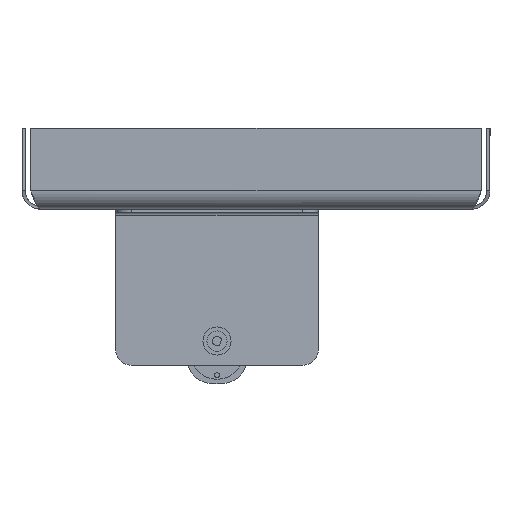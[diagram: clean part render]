
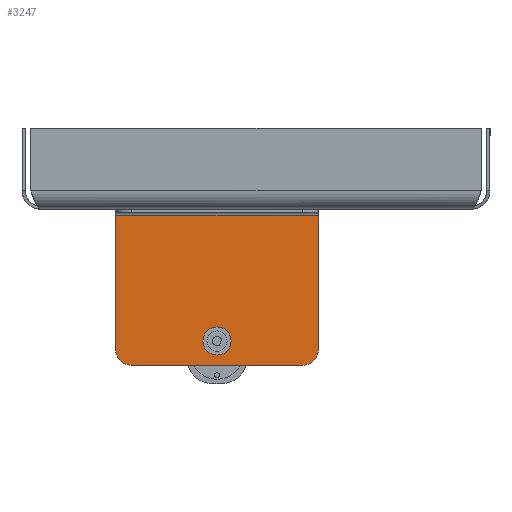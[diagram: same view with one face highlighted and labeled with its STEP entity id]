
A CAD part, left-side view. The second image highlights one B-rep face of the part: STEP entity #3247.
In plain terms, the highlighted planar face has unit normal (-1, 0, 0).
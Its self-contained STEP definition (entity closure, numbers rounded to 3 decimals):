
#47 = CARTESIAN_POINT ( 'NONE',  ( -2., 93.5, 65. ) ) ;
#60 = CARTESIAN_POINT ( 'NONE',  ( -2., 100., 130. ) ) ;
#187 = AXIS2_PLACEMENT_3D ( 'NONE', #1632, #5096, #225 ) ;
#225 = DIRECTION ( 'NONE',  ( 0., 1., 0. ) ) ;
#316 = EDGE_CURVE ( 'NONE', #4536, #3125, #2126, .T. ) ;
#361 = CARTESIAN_POINT ( 'NONE',  ( -2., 90., 0. ) ) ;
#427 = VERTEX_POINT ( 'NONE', #670 ) ;
#529 = CARTESIAN_POINT ( 'NONE',  ( -2., 100., 130. ) ) ;
#532 = ORIENTED_EDGE ( 'NONE', *, *, #316, .T. ) ;
#546 = FACE_BOUND ( 'NONE', #619, .T. ) ;
#561 = EDGE_CURVE ( 'NONE', #427, #1662, #1479, .T. ) ;
#619 = EDGE_LOOP ( 'NONE', ( #902, #3518 ) ) ;
#627 = VECTOR ( 'NONE', #1732, 1000. ) ;
#648 = DIRECTION ( 'NONE',  ( 0., 0., -1. ) ) ;
#670 = CARTESIAN_POINT ( 'NONE',  ( -2., 75.5, 65. ) ) ;
#847 = DIRECTION ( 'NONE',  ( -1., 0., 0. ) ) ;
#902 = ORIENTED_EDGE ( 'NONE', *, *, #981, .T. ) ;
#967 = EDGE_LOOP ( 'NONE', ( #3041, #1130, #4010, #2642, #1604, #532 ) ) ;
#981 = EDGE_CURVE ( 'NONE', #1662, #427, #3759, .T. ) ;
#1012 = DIRECTION ( 'NONE',  ( 0., 1., 0. ) ) ;
#1130 = ORIENTED_EDGE ( 'NONE', *, *, #5566, .T. ) ;
#1138 = LINE ( 'NONE', #5124, #4704 ) ;
#1149 = EDGE_CURVE ( 'NONE', #4536, #1584, #2660, .T. ) ;
#1479 = CIRCLE ( 'NONE', #5757, 9. ) ;
#1584 = VERTEX_POINT ( 'NONE', #2169 ) ;
#1604 = ORIENTED_EDGE ( 'NONE', *, *, #1149, .F. ) ;
#1632 = CARTESIAN_POINT ( 'NONE',  ( -2., 84.5, 65. ) ) ;
#1662 = VERTEX_POINT ( 'NONE', #47 ) ;
#1732 = DIRECTION ( 'NONE',  ( 0., -1., 0. ) ) ;
#1818 = CARTESIAN_POINT ( 'NONE',  ( -2., 90., 10. ) ) ;
#1828 = VERTEX_POINT ( 'NONE', #2854 ) ;
#2000 = CARTESIAN_POINT ( 'NONE',  ( -2., 100., 130. ) ) ;
#2126 = CIRCLE ( 'NONE', #4198, 10. ) ;
#2169 = CARTESIAN_POINT ( 'NONE',  ( -2., 4., 130. ) ) ;
#2312 = DIRECTION ( 'NONE',  ( 0., 0., -1. ) ) ;
#2328 = FACE_OUTER_BOUND ( 'NONE', #967, .T. ) ;
#2340 = DIRECTION ( 'NONE',  ( -1., 0., 0. ) ) ;
#2447 = CARTESIAN_POINT ( 'NONE',  ( -2., 100., 120. ) ) ;
#2541 = DIRECTION ( 'NONE',  ( 0., -1., 0. ) ) ;
#2623 = DIRECTION ( 'NONE',  ( 0., 1., 0. ) ) ;
#2642 = ORIENTED_EDGE ( 'NONE', *, *, #5458, .F. ) ;
#2660 = LINE ( 'NONE', #60, #627 ) ;
#2681 = EDGE_CURVE ( 'NONE', #5064, #3629, #1138, .T. ) ;
#2755 = LINE ( 'NONE', #529, #5500 ) ;
#2854 = CARTESIAN_POINT ( 'NONE',  ( -2., 100., 10. ) ) ;
#3041 = ORIENTED_EDGE ( 'NONE', *, *, #5583, .T. ) ;
#3125 = VERTEX_POINT ( 'NONE', #2447 ) ;
#3168 = CIRCLE ( 'NONE', #4567, 10. ) ;
#3247 = ADVANCED_FACE ( 'NONE', ( #546, #2328 ), #4288, .F. ) ;
#3262 = VECTOR ( 'NONE', #648, 1000. ) ;
#3518 = ORIENTED_EDGE ( 'NONE', *, *, #561, .T. ) ;
#3629 = VERTEX_POINT ( 'NONE', #4455 ) ;
#3759 = CIRCLE ( 'NONE', #187, 9. ) ;
#4010 = ORIENTED_EDGE ( 'NONE', *, *, #2681, .T. ) ;
#4147 = CARTESIAN_POINT ( 'NONE',  ( -2., 84.5, 65. ) ) ;
#4198 = AXIS2_PLACEMENT_3D ( 'NONE', #4853, #847, #2623 ) ;
#4254 = LINE ( 'NONE', #5592, #3262 ) ;
#4288 = PLANE ( 'NONE',  #4681 ) ;
#4455 = CARTESIAN_POINT ( 'NONE',  ( -2., 4., 0. ) ) ;
#4536 = VERTEX_POINT ( 'NONE', #4662 ) ;
#4567 = AXIS2_PLACEMENT_3D ( 'NONE', #1818, #2340, #4920 ) ;
#4644 = DIRECTION ( 'NONE',  ( 1., 0., 0. ) ) ;
#4662 = CARTESIAN_POINT ( 'NONE',  ( -2., 90., 130. ) ) ;
#4681 = AXIS2_PLACEMENT_3D ( 'NONE', #2000, #4644, #5574 ) ;
#4704 = VECTOR ( 'NONE', #2541, 1000. ) ;
#4853 = CARTESIAN_POINT ( 'NONE',  ( -2., 90., 120. ) ) ;
#4920 = DIRECTION ( 'NONE',  ( 0., 1., 0. ) ) ;
#5064 = VERTEX_POINT ( 'NONE', #361 ) ;
#5096 = DIRECTION ( 'NONE',  ( 1., 0., 0. ) ) ;
#5108 = DIRECTION ( 'NONE',  ( 1., 0., 0. ) ) ;
#5124 = CARTESIAN_POINT ( 'NONE',  ( -2., 100., 0. ) ) ;
#5458 = EDGE_CURVE ( 'NONE', #1584, #3629, #4254, .T. ) ;
#5500 = VECTOR ( 'NONE', #2312, 1000. ) ;
#5566 = EDGE_CURVE ( 'NONE', #1828, #5064, #3168, .T. ) ;
#5574 = DIRECTION ( 'NONE',  ( 0., 1., 0. ) ) ;
#5583 = EDGE_CURVE ( 'NONE', #3125, #1828, #2755, .T. ) ;
#5592 = CARTESIAN_POINT ( 'NONE',  ( -2., 4., 130. ) ) ;
#5757 = AXIS2_PLACEMENT_3D ( 'NONE', #4147, #5108, #1012 ) ;
